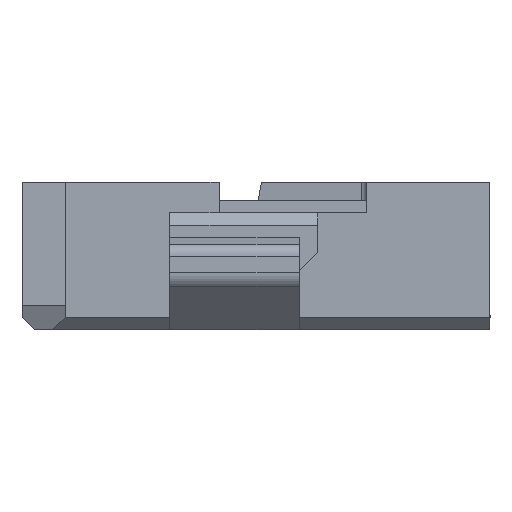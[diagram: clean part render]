
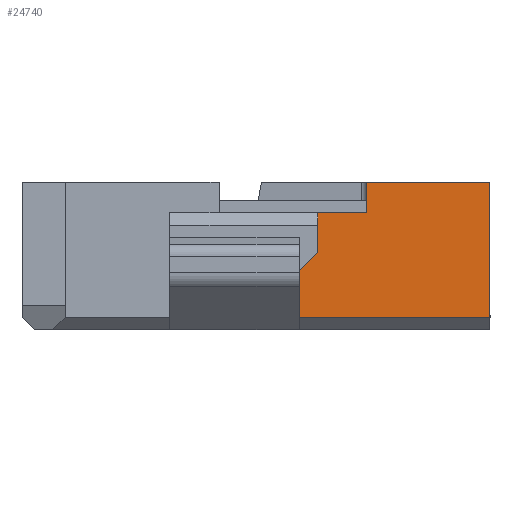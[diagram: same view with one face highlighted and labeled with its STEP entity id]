
A CAD part, left-side view. The second image highlights one B-rep face of the part: STEP entity #24740.
In plain terms, the highlighted planar face has unit normal (-1, 0, 0).
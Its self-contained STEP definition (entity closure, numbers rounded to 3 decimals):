
#12690=CARTESIAN_POINT('',(0.25,-0.35,
-1.1));
#12700=DIRECTION('',(0.,-1.,0.));
#12710=VECTOR('',#12700,3.45);
#12720=LINE('',#12690,#12710);
#23940=CARTESIAN_POINT('',(0.25,-2.4,
-0.57));
#23950=VERTEX_POINT('',#23940);
#23980=CARTESIAN_POINT('',(0.25,-2.97,0.));
#23990=DIRECTION('',(0.,0.707,-0.707));
#24000=VECTOR('',#23990,1.);
#24010=LINE('',#23980,#24000);
#24020=CARTESIAN_POINT('',(0.25,-2.25,
-0.72));
#24030=VERTEX_POINT('',#24020);
#24040=EDGE_CURVE('',#23950,#24030,#24010,.T.);
#24160=CARTESIAN_POINT('',(0.25,-0.35,0.));
#24170=DIRECTION('',(-1.,0.,0.));
#24180=DIRECTION('',(0.,-1.,0.));
#24190=AXIS2_PLACEMENT_3D('',#24160,#24170,#24180);
#24200=PLANE('',#24190);
#24210=CARTESIAN_POINT('',(0.25,-2.4,0.));
#24220=DIRECTION('',(0.,0.,1.));
#24230=VECTOR('',#24220,1.);
#24240=LINE('',#24210,#24230);
#24250=CARTESIAN_POINT('',(0.25,-2.4,
-0.25));
#24260=VERTEX_POINT('',#24250);
#24270=EDGE_CURVE('',#23950,#24260,#24240,.T.);
#24280=ORIENTED_EDGE('',*,*,#24270,.F.);
#24290=CARTESIAN_POINT('',(0.25,-2.8,
-0.25));
#24300=DIRECTION('',(0.,1.,0.));
#24310=VECTOR('',#24300,0.4);
#24320=LINE('',#24290,#24310);
#24330=CARTESIAN_POINT('',(0.25,-2.8,
-0.25));
#24340=VERTEX_POINT('',#24330);
#24350=EDGE_CURVE('',#24340,#24260,#24320,.T.);
#24360=ORIENTED_EDGE('',*,*,#24350,.T.);
#24370=CARTESIAN_POINT('',(0.25,-2.8,0.));
#24380=DIRECTION('',(0.,0.,-1.));
#24390=VECTOR('',#24380,0.25);
#24400=LINE('',#24370,#24390);
#24410=CARTESIAN_POINT('',(0.25,-2.8,0.));
#24420=VERTEX_POINT('',#24410);
#24430=EDGE_CURVE('',#24420,#24340,#24400,.T.);
#24440=ORIENTED_EDGE('',*,*,#24430,.T.);
#24450=CARTESIAN_POINT('',(0.25,-3.8,0.));
#24460=DIRECTION('',(0.,1.,0.));
#24470=VECTOR('',#24460,1.);
#24480=LINE('',#24450,#24470);
#24490=CARTESIAN_POINT('',(0.25,-3.8,0.));
#24500=VERTEX_POINT('',#24490);
#24510=EDGE_CURVE('',#24500,#24420,#24480,.T.);
#24520=ORIENTED_EDGE('',*,*,#24510,.T.);
#24530=CARTESIAN_POINT('',(0.25,-3.8,0.));
#24540=DIRECTION('',(0.,0.,-1.));
#24550=VECTOR('',#24540,1.1);
#24560=LINE('',#24530,#24550);
#24570=CARTESIAN_POINT('',(0.25,-3.8,
-1.1));
#24580=VERTEX_POINT('',#24570);
#24590=EDGE_CURVE('',#24500,#24580,#24560,.T.);
#24600=ORIENTED_EDGE('',*,*,#24590,.F.);
#24610=CARTESIAN_POINT('',(0.25,-2.25,
-1.1));
#24620=VERTEX_POINT('',#24610);
#24630=EDGE_CURVE('',#24620,#24580,#12720,.T.);
#24640=ORIENTED_EDGE('',*,*,#24630,.T.);
#24650=CARTESIAN_POINT('',(0.25,-2.25,0.));
#24660=DIRECTION('',(0.,0.,-1.));
#24670=VECTOR('',#24660,1.);
#24680=LINE('',#24650,#24670);
#24690=EDGE_CURVE('',#24030,#24620,#24680,.T.);
#24700=ORIENTED_EDGE('',*,*,#24690,.T.);
#24710=ORIENTED_EDGE('',*,*,#24040,.T.);
#24720=EDGE_LOOP('',(#24710,#24700,#24640,#24600,#24520,#24440,#24360,
#24280));
#24730=FACE_OUTER_BOUND('',#24720,.T.);
#24740=ADVANCED_FACE('',(#24730),#24200,.T.);
